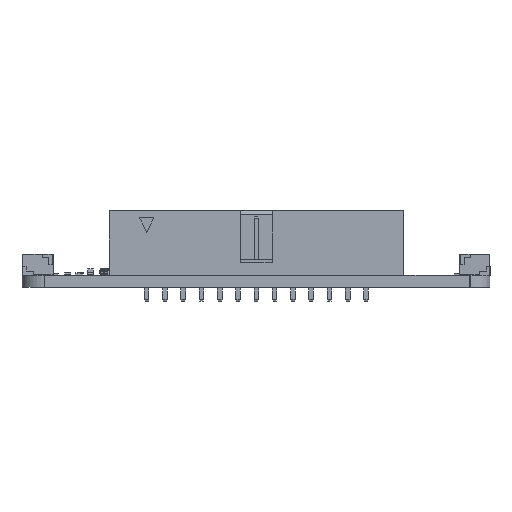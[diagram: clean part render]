
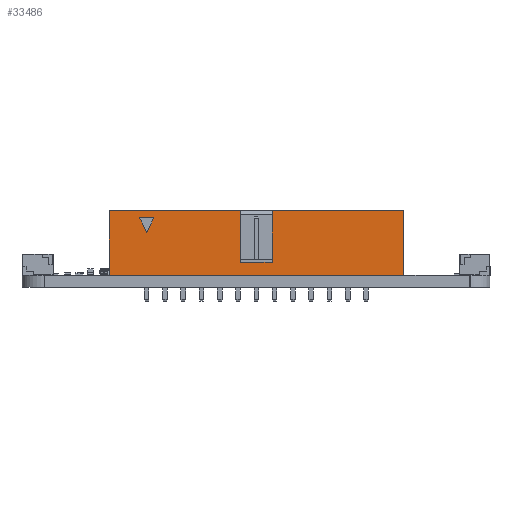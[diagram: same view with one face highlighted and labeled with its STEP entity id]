
A CAD part, front view. The second image highlights one B-rep face of the part: STEP entity #33486.
In plain terms, the highlighted face is planar.
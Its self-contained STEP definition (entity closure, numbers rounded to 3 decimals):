
#2026=FACE_BOUND('',#6266,.T.);
#2452=PLANE('',#36198);
#4125=FACE_OUTER_BOUND('',#6265,.T.);
#6265=EDGE_LOOP('',(#26566,#26567,#26568,#26569,#26570,#26571,#26572,#26573));
#6266=EDGE_LOOP('',(#26574,#26575,#26576));
#8659=LINE('',#51001,#12279);
#8660=LINE('',#51003,#12280);
#8661=LINE('',#51005,#12281);
#8662=LINE('',#51007,#12282);
#8663=LINE('',#51009,#12283);
#8664=LINE('',#51011,#12284);
#8665=LINE('',#51013,#12285);
#8666=LINE('',#51014,#12286);
#8667=LINE('',#51017,#12287);
#8668=LINE('',#51019,#12288);
#8669=LINE('',#51020,#12289);
#12279=VECTOR('',#41466,1.);
#12280=VECTOR('',#41467,1.);
#12281=VECTOR('',#41468,1.);
#12282=VECTOR('',#41469,1.);
#12283=VECTOR('',#41470,1.);
#12284=VECTOR('',#41471,1.);
#12285=VECTOR('',#41472,1.);
#12286=VECTOR('',#41473,1.);
#12287=VECTOR('',#41474,1.);
#12288=VECTOR('',#41475,1.);
#12289=VECTOR('',#41476,1.);
#16736=VERTEX_POINT('',#50999);
#16737=VERTEX_POINT('',#51000);
#16738=VERTEX_POINT('',#51002);
#16739=VERTEX_POINT('',#51004);
#16740=VERTEX_POINT('',#51006);
#16741=VERTEX_POINT('',#51008);
#16742=VERTEX_POINT('',#51010);
#16743=VERTEX_POINT('',#51012);
#16744=VERTEX_POINT('',#51015);
#16745=VERTEX_POINT('',#51016);
#16746=VERTEX_POINT('',#51018);
#20278=EDGE_CURVE('',#16736,#16737,#8659,.F.);
#20279=EDGE_CURVE('',#16737,#16738,#8660,.F.);
#20280=EDGE_CURVE('',#16739,#16738,#8661,.T.);
#20281=EDGE_CURVE('',#16740,#16739,#8662,.T.);
#20282=EDGE_CURVE('',#16740,#16741,#8663,.T.);
#20283=EDGE_CURVE('',#16741,#16742,#8664,.T.);
#20284=EDGE_CURVE('',#16743,#16742,#8665,.T.);
#20285=EDGE_CURVE('',#16743,#16736,#8666,.T.);
#20286=EDGE_CURVE('',#16744,#16745,#8667,.T.);
#20287=EDGE_CURVE('',#16746,#16744,#8668,.T.);
#20288=EDGE_CURVE('',#16745,#16746,#8669,.T.);
#26566=ORIENTED_EDGE('',*,*,#20278,.T.);
#26567=ORIENTED_EDGE('',*,*,#20279,.T.);
#26568=ORIENTED_EDGE('',*,*,#20280,.F.);
#26569=ORIENTED_EDGE('',*,*,#20281,.F.);
#26570=ORIENTED_EDGE('',*,*,#20282,.T.);
#26571=ORIENTED_EDGE('',*,*,#20283,.T.);
#26572=ORIENTED_EDGE('',*,*,#20284,.F.);
#26573=ORIENTED_EDGE('',*,*,#20285,.T.);
#26574=ORIENTED_EDGE('',*,*,#20286,.F.);
#26575=ORIENTED_EDGE('',*,*,#20287,.F.);
#26576=ORIENTED_EDGE('',*,*,#20288,.F.);
#33486=ADVANCED_FACE('',(#4125,#2026),#2452,.T.);
#36198=AXIS2_PLACEMENT_3D('',#50998,#41464,#41465);
#41464=DIRECTION('center_axis',(-1.,0.,0.));
#41465=DIRECTION('ref_axis',(0.,-1.,0.));
#41466=DIRECTION('',(0.,-1.,0.));
#41467=DIRECTION('',(0.,0.,-1.));
#41468=DIRECTION('',(0.,-1.,0.));
#41469=DIRECTION('',(0.,0.,1.));
#41470=DIRECTION('',(0.,-1.,0.));
#41471=DIRECTION('',(0.,0.,1.));
#41472=DIRECTION('',(0.,-1.,0.));
#41473=DIRECTION('',(0.,0.,-1.));
#41474=DIRECTION('',(0.,-0.447,-0.894));
#41475=DIRECTION('',(0.,1.,0.));
#41476=DIRECTION('',(0.,-0.447,0.894));
#50998=CARTESIAN_POINT('Origin',(-4.466,16.447,0.));
#50999=CARTESIAN_POINT('',(-4.466,-2.263,1.8));
#51000=CARTESIAN_POINT('',(-4.466,2.137,1.8));
#51001=CARTESIAN_POINT('',(-4.466,2.137,1.8));
#51002=CARTESIAN_POINT('',(-4.466,2.137,9.));
#51003=CARTESIAN_POINT('',(-4.466,2.137,9.));
#51004=CARTESIAN_POINT('',(-4.466,20.347,9.));
#51005=CARTESIAN_POINT('',(-4.466,20.347,9.));
#51006=CARTESIAN_POINT('',(-4.466,20.347,0.));
#51007=CARTESIAN_POINT('',(-4.466,20.347,0.));
#51008=CARTESIAN_POINT('',(-4.466,-20.473,0.));
#51009=CARTESIAN_POINT('',(-4.466,20.347,0.));
#51010=CARTESIAN_POINT('',(-4.466,-20.473,9.));
#51011=CARTESIAN_POINT('',(-4.466,-20.473,0.));
#51012=CARTESIAN_POINT('',(-4.466,-2.263,9.));
#51013=CARTESIAN_POINT('',(-4.466,-2.263,9.));
#51014=CARTESIAN_POINT('',(-4.466,-2.263,9.));
#51015=CARTESIAN_POINT('',(-4.466,16.177,8.));
#51016=CARTESIAN_POINT('',(-4.466,15.177,6.));
#51017=CARTESIAN_POINT('',(-4.466,16.177,8.));
#51018=CARTESIAN_POINT('',(-4.466,14.177,8.));
#51019=CARTESIAN_POINT('',(-4.466,14.177,8.));
#51020=CARTESIAN_POINT('',(-4.466,15.177,6.));
